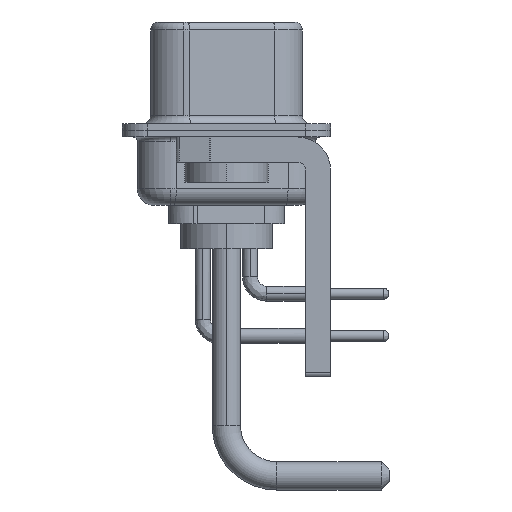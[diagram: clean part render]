
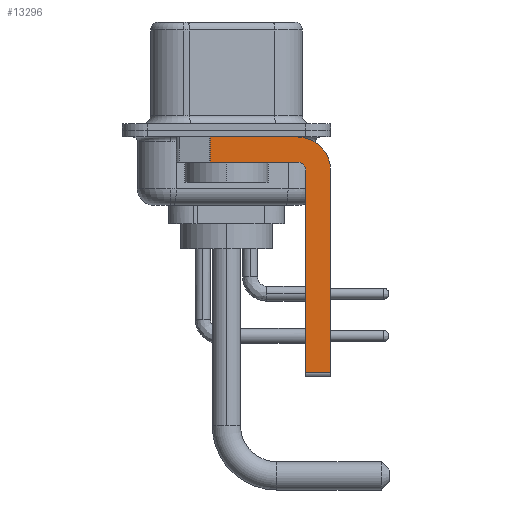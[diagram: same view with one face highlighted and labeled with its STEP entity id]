
A CAD part, left-side view. The second image highlights one B-rep face of the part: STEP entity #13296.
In plain terms, the highlighted planar face has unit normal (-1, 0, 0).
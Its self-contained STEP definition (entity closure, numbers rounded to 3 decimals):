
#2 = LINE ( 'NONE', #9418, #22145 ) ;
#380 = EDGE_CURVE ( 'NONE', #24115, #22779, #7074, .T. ) ;
#1195 = VERTEX_POINT ( 'NONE', #10641 ) ;
#1376 = VECTOR ( 'NONE', #2867, 1000. ) ;
#1769 = DIRECTION ( 'NONE',  ( 0., 0., -1. ) ) ;
#2021 = EDGE_CURVE ( 'NONE', #11465, #22779, #15671, .T. ) ;
#2064 = ORIENTED_EDGE ( 'NONE', *, *, #380, .F. ) ;
#2797 = CIRCLE ( 'NONE', #17154, 2. ) ;
#2867 = DIRECTION ( 'NONE',  ( 0., 0., 1. ) ) ;
#3567 = FACE_OUTER_BOUND ( 'NONE', #9312, .T. ) ;
#3716 = CARTESIAN_POINT ( 'NONE',  ( -2.9, -4.25, -1.9 ) ) ;
#3910 = LINE ( 'NONE', #13413, #11921 ) ;
#4817 = ORIENTED_EDGE ( 'NONE', *, *, #22089, .F. ) ;
#4988 = CARTESIAN_POINT ( 'NONE',  ( -2.9, 0.978, -1.9 ) ) ;
#5154 = DIRECTION ( 'NONE',  ( 1., 0., 0. ) ) ;
#5591 = DIRECTION ( 'NONE',  ( 0., 0., -1. ) ) ;
#6062 = ORIENTED_EDGE ( 'NONE', *, *, #7062, .F. ) ;
#6127 = ORIENTED_EDGE ( 'NONE', *, *, #6454, .F. ) ;
#6454 = EDGE_CURVE ( 'NONE', #14627, #12472, #3910, .T. ) ;
#6838 = CARTESIAN_POINT ( 'NONE',  ( -2.9, -6.25, -2.4 ) ) ;
#7062 = EDGE_CURVE ( 'NONE', #16020, #14627, #17207, .T. ) ;
#7074 = LINE ( 'NONE', #14904, #18929 ) ;
#7713 = ORIENTED_EDGE ( 'NONE', *, *, #11843, .F. ) ;
#8100 = DIRECTION ( 'NONE',  ( 0., -1., 0. ) ) ;
#9312 = EDGE_LOOP ( 'NONE', ( #4817, #19139, #6127, #6062, #7713, #12918, #2064, #9545 ) ) ;
#9418 = CARTESIAN_POINT ( 'NONE',  ( -2.9, 3., -0.4 ) ) ;
#9545 = ORIENTED_EDGE ( 'NONE', *, *, #17311, .F. ) ;
#10544 = CARTESIAN_POINT ( 'NONE',  ( -2.9, -6.25, -14.55 ) ) ;
#10641 = CARTESIAN_POINT ( 'NONE',  ( -2.9, 0.978, -0.4 ) ) ;
#11285 = CARTESIAN_POINT ( 'NONE',  ( -2.9, -4.25, -2.4 ) ) ;
#11298 = DIRECTION ( 'NONE',  ( 0., 0., -1. ) ) ;
#11465 = VERTEX_POINT ( 'NONE', #13431 ) ;
#11539 = DIRECTION ( 'NONE',  ( 1., 0., 0. ) ) ;
#11843 = EDGE_CURVE ( 'NONE', #11465, #16020, #18555, .T. ) ;
#11921 = VECTOR ( 'NONE', #21769, 1000. ) ;
#11970 = DIRECTION ( 'NONE',  ( -1., 0., 0. ) ) ;
#12469 = VERTEX_POINT ( 'NONE', #18616 ) ;
#12472 = VERTEX_POINT ( 'NONE', #16175 ) ;
#12532 = EDGE_CURVE ( 'NONE', #1195, #12472, #25120, .T. ) ;
#12650 = CARTESIAN_POINT ( 'NONE',  ( -2.9, -4.75, -14.8 ) ) ;
#12918 = ORIENTED_EDGE ( 'NONE', *, *, #2021, .T. ) ;
#13211 = PLANE ( 'NONE',  #19048 ) ;
#13296 = ADVANCED_FACE ( 'NONE', ( #3567 ), #13211, .F. ) ;
#13413 = CARTESIAN_POINT ( 'NONE',  ( -2.9, -4.25, -1.9 ) ) ;
#13431 = CARTESIAN_POINT ( 'NONE',  ( -2.9, -4.75, -14.55 ) ) ;
#14627 = VERTEX_POINT ( 'NONE', #3716 ) ;
#14760 = AXIS2_PLACEMENT_3D ( 'NONE', #20058, #11970, #23782 ) ;
#14904 = CARTESIAN_POINT ( 'NONE',  ( -2.9, -6.25, -2.4 ) ) ;
#14919 = CARTESIAN_POINT ( 'NONE',  ( -2.9, -4.25, -2.4 ) ) ;
#15671 = LINE ( 'NONE', #23513, #19549 ) ;
#16020 = VERTEX_POINT ( 'NONE', #22220 ) ;
#16175 = CARTESIAN_POINT ( 'NONE',  ( -2.9, 0.978, -1.9 ) ) ;
#17154 = AXIS2_PLACEMENT_3D ( 'NONE', #14919, #5154, #25064 ) ;
#17207 = CIRCLE ( 'NONE', #14760, 0.5 ) ;
#17311 = EDGE_CURVE ( 'NONE', #12469, #24115, #2797, .T. ) ;
#18555 = LINE ( 'NONE', #12650, #1376 ) ;
#18616 = CARTESIAN_POINT ( 'NONE',  ( -2.9, -4.25, -0.4 ) ) ;
#18929 = VECTOR ( 'NONE', #11298, 1000. ) ;
#19048 = AXIS2_PLACEMENT_3D ( 'NONE', #11285, #11539, #1769 ) ;
#19139 = ORIENTED_EDGE ( 'NONE', *, *, #12532, .T. ) ;
#19444 = DIRECTION ( 'NONE',  ( 0., -1., 0. ) ) ;
#19449 = VECTOR ( 'NONE', #5591, 1000. ) ;
#19549 = VECTOR ( 'NONE', #8100, 1000. ) ;
#20058 = CARTESIAN_POINT ( 'NONE',  ( -2.9, -4.25, -2.4 ) ) ;
#21769 = DIRECTION ( 'NONE',  ( 0., 1., 0. ) ) ;
#22089 = EDGE_CURVE ( 'NONE', #1195, #12469, #2, .T. ) ;
#22145 = VECTOR ( 'NONE', #19444, 1000. ) ;
#22220 = CARTESIAN_POINT ( 'NONE',  ( -2.9, -4.75, -2.4 ) ) ;
#22779 = VERTEX_POINT ( 'NONE', #10544 ) ;
#23513 = CARTESIAN_POINT ( 'NONE',  ( -2.9, -4.25, -14.55 ) ) ;
#23782 = DIRECTION ( 'NONE',  ( 0., 0., 1. ) ) ;
#24115 = VERTEX_POINT ( 'NONE', #6838 ) ;
#25064 = DIRECTION ( 'NONE',  ( 0., 0., -1. ) ) ;
#25120 = LINE ( 'NONE', #4988, #19449 ) ;
